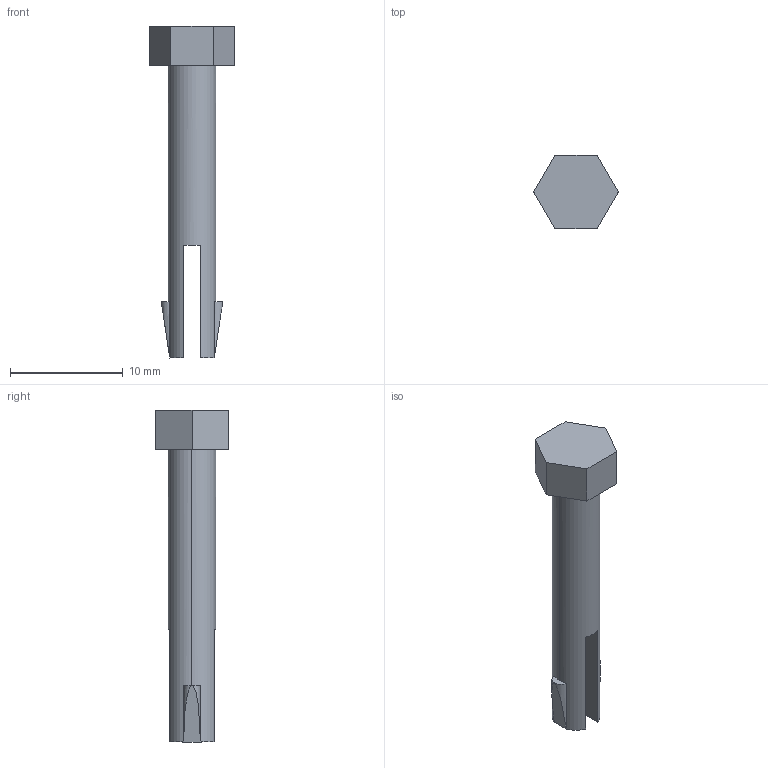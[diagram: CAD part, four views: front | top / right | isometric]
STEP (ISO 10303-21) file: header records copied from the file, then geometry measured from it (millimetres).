
FILE_DESCRIPTION (( 'STEP AP214' ), '1' );
FILE_NAME ('temp pin.STEP', '2020-04-13T15:35:13', ( '' ), ( '' ), 'SwSTEP 2.0', 'SolidWorks 2016', '' );
FILE_SCHEMA (( 'AUTOMOTIVE_DESIGN' ));
Length unit declared in the file: millimetre
Products named in the file (1): temp pin
Bounding box: 7.5 x 6.5 x 29.5 mm (x, y, z)
Volume: 437.9 mm3; surface area: 554 mm2
Topology: 1 solids, 1 shells, 23 faces, 54 edges, 34 vertices
Faces by surface type: plane 17, cylinder 6
Entity records: 943 total; most frequent: CARTESIAN_POINT 124, DIRECTION 114, ORIENTED_EDGE 108, EDGE_CURVE 54, AXIS2_PLACEMENT_3D 40, VERTEX_POINT 34, VECTOR 34, LINE 34
